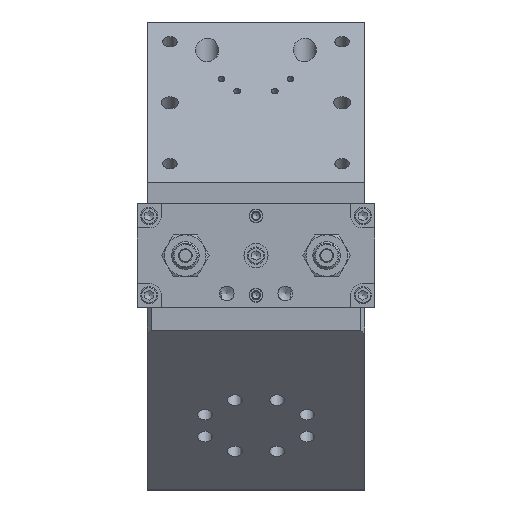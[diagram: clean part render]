
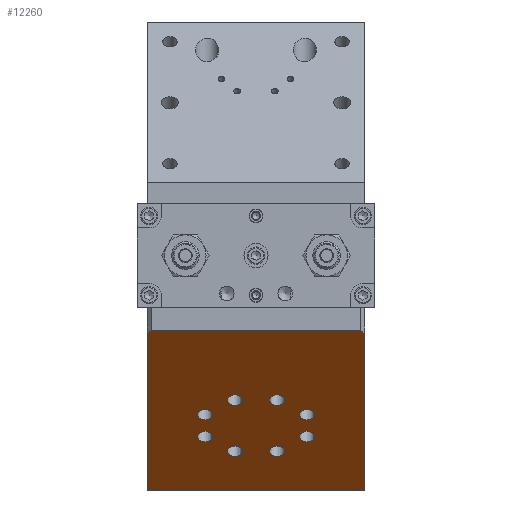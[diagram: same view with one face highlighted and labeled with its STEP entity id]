
A CAD part, front view. The second image highlights one B-rep face of the part: STEP entity #12260.
In plain terms, the highlighted face is planar.
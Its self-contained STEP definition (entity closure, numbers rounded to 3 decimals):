
#930=PLANE('',#13634);
#1698=LINE('',#20901,#2558);
#1710=LINE('',#20928,#2570);
#1714=LINE('',#20936,#2574);
#1725=LINE('',#20969,#2585);
#1758=LINE('',#21222,#2618);
#1759=LINE('',#21223,#2619);
#2558=VECTOR('',#16061,10.);
#2570=VECTOR('',#16079,10.);
#2574=VECTOR('',#16085,10.);
#2585=VECTOR('',#16114,10.);
#2618=VECTOR('',#16419,10.);
#2619=VECTOR('',#16420,10.);
#2994=FACE_BOUND('',#4977,.T.);
#2995=FACE_BOUND('',#4978,.T.);
#2996=FACE_BOUND('',#4979,.T.);
#2997=FACE_BOUND('',#4980,.T.);
#2998=FACE_BOUND('',#4981,.T.);
#2999=FACE_BOUND('',#4982,.T.);
#3000=FACE_BOUND('',#4983,.T.);
#3001=FACE_BOUND('',#4984,.T.);
#3936=FACE_OUTER_BOUND('',#4976,.T.);
#4976=EDGE_LOOP('',(#11100,#11101,#11102,#11103,#11104,#11105));
#4977=EDGE_LOOP('',(#11106));
#4978=EDGE_LOOP('',(#11107));
#4979=EDGE_LOOP('',(#11108));
#4980=EDGE_LOOP('',(#11109));
#4981=EDGE_LOOP('',(#11110));
#4982=EDGE_LOOP('',(#11111));
#4983=EDGE_LOOP('',(#11112));
#4984=EDGE_LOOP('',(#11113));
#5518=CIRCLE('',#13559,4.283);
#5520=CIRCLE('',#13563,4.283);
#5522=CIRCLE('',#13567,4.283);
#5524=CIRCLE('',#13571,4.283);
#5526=CIRCLE('',#13575,4.283);
#5528=CIRCLE('',#13579,4.283);
#5530=CIRCLE('',#13583,4.283);
#5532=CIRCLE('',#13587,4.283);
#6523=VERTEX_POINT('',#20899);
#6524=VERTEX_POINT('',#20900);
#6535=VERTEX_POINT('',#20926);
#6536=VERTEX_POINT('',#20927);
#6539=VERTEX_POINT('',#20935);
#6552=VERTEX_POINT('',#20967);
#6594=VERTEX_POINT('',#21081);
#6596=VERTEX_POINT('',#21087);
#6598=VERTEX_POINT('',#21093);
#6600=VERTEX_POINT('',#21099);
#6602=VERTEX_POINT('',#21105);
#6604=VERTEX_POINT('',#21111);
#6606=VERTEX_POINT('',#21117);
#6608=VERTEX_POINT('',#21123);
#8041=EDGE_CURVE('',#6523,#6524,#1698,.T.);
#8053=EDGE_CURVE('',#6535,#6536,#1710,.T.);
#8057=EDGE_CURVE('',#6523,#6539,#1714,.T.);
#8075=EDGE_CURVE('',#6552,#6536,#1725,.T.);
#8120=EDGE_CURVE('',#6594,#6594,#5518,.T.);
#8122=EDGE_CURVE('',#6596,#6596,#5520,.T.);
#8124=EDGE_CURVE('',#6598,#6598,#5522,.T.);
#8126=EDGE_CURVE('',#6600,#6600,#5524,.T.);
#8128=EDGE_CURVE('',#6602,#6602,#5526,.T.);
#8130=EDGE_CURVE('',#6604,#6604,#5528,.T.);
#8132=EDGE_CURVE('',#6606,#6606,#5530,.T.);
#8134=EDGE_CURVE('',#6608,#6608,#5532,.T.);
#8175=EDGE_CURVE('',#6524,#6535,#1758,.T.);
#8176=EDGE_CURVE('',#6539,#6552,#1759,.T.);
#11100=ORIENTED_EDGE('',*,*,#8041,.T.);
#11101=ORIENTED_EDGE('',*,*,#8175,.T.);
#11102=ORIENTED_EDGE('',*,*,#8053,.T.);
#11103=ORIENTED_EDGE('',*,*,#8075,.F.);
#11104=ORIENTED_EDGE('',*,*,#8176,.F.);
#11105=ORIENTED_EDGE('',*,*,#8057,.F.);
#11106=ORIENTED_EDGE('',*,*,#8120,.T.);
#11107=ORIENTED_EDGE('',*,*,#8122,.T.);
#11108=ORIENTED_EDGE('',*,*,#8124,.T.);
#11109=ORIENTED_EDGE('',*,*,#8126,.T.);
#11110=ORIENTED_EDGE('',*,*,#8128,.T.);
#11111=ORIENTED_EDGE('',*,*,#8130,.T.);
#11112=ORIENTED_EDGE('',*,*,#8132,.T.);
#11113=ORIENTED_EDGE('',*,*,#8134,.T.);
#12260=ADVANCED_FACE('',(#3936,#2994,#2995,#2996,#2997,#2998,#2999,#3000,
#3001),#930,.T.);
#13559=AXIS2_PLACEMENT_3D('',#21082,#16245,#16246);
#13563=AXIS2_PLACEMENT_3D('',#21088,#16253,#16254);
#13567=AXIS2_PLACEMENT_3D('',#21094,#16261,#16262);
#13571=AXIS2_PLACEMENT_3D('',#21100,#16269,#16270);
#13575=AXIS2_PLACEMENT_3D('',#21106,#16277,#16278);
#13579=AXIS2_PLACEMENT_3D('',#21112,#16285,#16286);
#13583=AXIS2_PLACEMENT_3D('',#21118,#16293,#16294);
#13587=AXIS2_PLACEMENT_3D('',#21124,#16301,#16302);
#13634=AXIS2_PLACEMENT_3D('',#21221,#16417,#16418);
#16061=DIRECTION('',(0.,-0.816,0.577));
#16079=DIRECTION('',(0.,0.816,0.577));
#16085=DIRECTION('',(0.,1.,0.));
#16114=DIRECTION('',(0.,-1.,0.));
#16245=DIRECTION('center_axis',(1.,0.,0.));
#16246=DIRECTION('ref_axis',(0.,0.,1.));
#16253=DIRECTION('center_axis',(1.,0.,0.));
#16254=DIRECTION('ref_axis',(0.,0.,1.));
#16261=DIRECTION('center_axis',(1.,0.,0.));
#16262=DIRECTION('ref_axis',(0.,0.,1.));
#16269=DIRECTION('center_axis',(1.,0.,0.));
#16270=DIRECTION('ref_axis',(0.,0.,1.));
#16277=DIRECTION('center_axis',(1.,0.,0.));
#16278=DIRECTION('ref_axis',(0.,0.,1.));
#16285=DIRECTION('center_axis',(1.,0.,0.));
#16286=DIRECTION('ref_axis',(0.,0.,1.));
#16293=DIRECTION('center_axis',(1.,0.,0.));
#16294=DIRECTION('ref_axis',(0.,0.,1.));
#16301=DIRECTION('center_axis',(1.,0.,0.));
#16302=DIRECTION('ref_axis',(0.,0.,1.));
#16417=DIRECTION('center_axis',(-1.,0.,0.));
#16418=DIRECTION('ref_axis',(0.,-1.,0.));
#16419=DIRECTION('',(0.,0.,1.));
#16420=DIRECTION('',(0.,0.,1.));
#20899=CARTESIAN_POINT('',(0.,-145.492,-63.));
#20900=CARTESIAN_POINT('',(0.,-148.492,-60.879));
#20901=CARTESIAN_POINT('',(0.,-96.009,-97.99));
#20926=CARTESIAN_POINT('',(0.,-148.492,60.879));
#20927=CARTESIAN_POINT('',(0.,-145.492,63.));
#20928=CARTESIAN_POINT('',(0.,-97.875,96.67));
#20935=CARTESIAN_POINT('',(0.,-17.693,-63.));
#20936=CARTESIAN_POINT('',(0.,-17.693,-63.));
#20967=CARTESIAN_POINT('',(0.,-17.693,63.));
#20969=CARTESIAN_POINT('',(0.,-17.693,63.));
#21081=CARTESIAN_POINT('',(0.,-79.434,-25.317));
#21082=CARTESIAN_POINT('Origin',(0.,-79.434,
-29.6));
#21087=CARTESIAN_POINT('',(0.,-79.434,33.883));
#21088=CARTESIAN_POINT('Origin',(0.,-79.434,
29.6));
#21093=CARTESIAN_POINT('',(0.,-91.434,16.583));
#21094=CARTESIAN_POINT('Origin',(0.,-91.434,
12.3));
#21099=CARTESIAN_POINT('',(0.,-49.434,-8.017));
#21100=CARTESIAN_POINT('Origin',(0.,-49.434,
-12.3));
#21105=CARTESIAN_POINT('',(0.,-49.434,16.583));
#21106=CARTESIAN_POINT('Origin',(0.,-49.434,
12.3));
#21111=CARTESIAN_POINT('',(0.,-91.434,-8.017));
#21112=CARTESIAN_POINT('Origin',(0.,-91.434,
-12.3));
#21117=CARTESIAN_POINT('',(0.,-61.434,33.883));
#21118=CARTESIAN_POINT('Origin',(0.,-61.434,
29.6));
#21123=CARTESIAN_POINT('',(0.,-61.434,-25.317));
#21124=CARTESIAN_POINT('Origin',(0.,-61.434,
-29.6));
#21221=CARTESIAN_POINT('Origin',(0.,-17.693,
0.));
#21222=CARTESIAN_POINT('',(0.,-148.492,0.));
#21223=CARTESIAN_POINT('',(0.,-17.693,0.));
